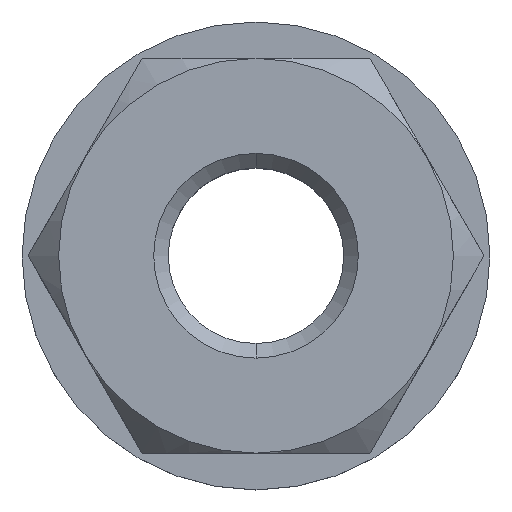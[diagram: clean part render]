
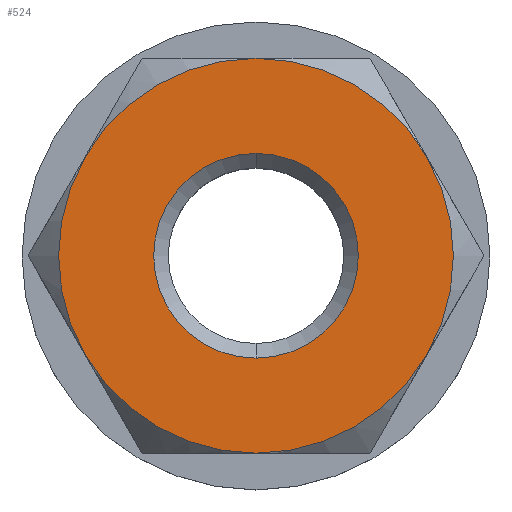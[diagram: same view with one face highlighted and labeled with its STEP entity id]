
A CAD part, top view. The second image highlights one B-rep face of the part: STEP entity #524.
In plain terms, the highlighted planar face has unit normal (0, 0, 1).
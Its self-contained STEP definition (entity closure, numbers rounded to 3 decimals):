
#194=VERTEX_POINT('',#551);
#318=EDGE_CURVE('',#338,#512,#689,.T.);
#334=VERTEX_POINT('',#710);
#338=VERTEX_POINT('',#714);
#354=EDGE_CURVE('',#512,#462,#730,.T.);
#378=EDGE_CURVE('',#194,#334,#757,.T.);
#436=EDGE_CURVE('',#488,#338,#824,.T.);
#438=EDGE_CURVE('',#334,#194,#826,.T.);
#462=VERTEX_POINT('',#852);
#480=VERTEX_POINT('',#871);
#484=EDGE_CURVE('',#532,#488,#875,.T.);
#488=VERTEX_POINT('',#879);
#490=EDGE_CURVE('',#462,#480,#881,.T.);
#512=VERTEX_POINT('',#908);
#522=EDGE_CURVE('',#480,#532,#919,.T.);
#524=ADVANCED_FACE('',(#921,#922),#923,.T.);
#532=VERTEX_POINT('',#931);
#551=CARTESIAN_POINT('',(0.,-7.0,11.5));
#689=CIRCLE('',#1144,13.5);
#710=CARTESIAN_POINT('',(0.,7.0,11.5));
#714=CARTESIAN_POINT('',(-11.691,-6.75,11.5));
#730=CIRCLE('',#1207,13.5);
#757=CIRCLE('',#1251,7.0);
#824=CIRCLE('',#1347,13.5);
#826=CIRCLE('',#1350,7.0);
#852=CARTESIAN_POINT('',(11.691,-6.75,11.5));
#871=CARTESIAN_POINT('',(11.691,6.75,11.5));
#875=CIRCLE('',#1443,13.5);
#879=CARTESIAN_POINT('',(-11.691,6.75,11.5));
#881=CIRCLE('',#1451,13.5);
#908=CARTESIAN_POINT('',(0.,-13.5,11.5));
#919=CIRCLE('',#1523,13.5);
#921=FACE_BOUND('',#1525,.T.);
#922=FACE_OUTER_BOUND('',#1526,.T.);
#923=PLANE('',#1527);
#931=CARTESIAN_POINT('',(0.,13.5,11.5));
#1144=AXIS2_PLACEMENT_3D('',#1710,#1711,#1712);
#1207=AXIS2_PLACEMENT_3D('',#1751,#1752,#1753);
#1251=AXIS2_PLACEMENT_3D('',#1787,#1788,#1789);
#1347=AXIS2_PLACEMENT_3D('',#1880,#1881,#1882);
#1350=AXIS2_PLACEMENT_3D('',#1883,#1884,#1885);
#1443=AXIS2_PLACEMENT_3D('',#1937,#1938,#1939);
#1451=AXIS2_PLACEMENT_3D('',#1943,#1944,#1945);
#1523=AXIS2_PLACEMENT_3D('',#1996,#1997,#1998);
#1525=EDGE_LOOP('',(#2000,#2001));
#1526=EDGE_LOOP('',(#2002,#2003,#2004,#2005,#2006,#2007));
#1527=AXIS2_PLACEMENT_3D('',#2008,#2009,#2010);
#1710=CARTESIAN_POINT('',(0.,0.,11.5));
#1711=DIRECTION('',(0.0,0.0,1.0));
#1712=DIRECTION('',(0.,-1.0,0.0));
#1751=CARTESIAN_POINT('',(0.,0.,11.5));
#1752=DIRECTION('',(0.0,0.0,1.0));
#1753=DIRECTION('',(0.,-1.0,0.0));
#1787=CARTESIAN_POINT('',(0.,0.,11.5));
#1788=DIRECTION('',(0.0,0.0,-1.0));
#1789=DIRECTION('',(0.,1.0,0.0));
#1880=CARTESIAN_POINT('',(0.,0.,11.5));
#1881=DIRECTION('',(0.0,0.0,1.0));
#1882=DIRECTION('',(0.,-1.0,0.0));
#1883=CARTESIAN_POINT('',(0.,0.,11.5));
#1884=DIRECTION('',(0.0,0.0,-1.0));
#1885=DIRECTION('',(0.,1.0,0.0));
#1937=CARTESIAN_POINT('',(0.,0.,11.5));
#1938=DIRECTION('',(0.0,0.0,1.0));
#1939=DIRECTION('',(0.,-1.0,0.0));
#1943=CARTESIAN_POINT('',(0.,0.,11.5));
#1944=DIRECTION('',(0.0,0.0,1.0));
#1945=DIRECTION('',(0.,-1.0,0.0));
#1996=CARTESIAN_POINT('',(0.,0.,11.5));
#1997=DIRECTION('',(0.0,0.0,1.0));
#1998=DIRECTION('',(0.,-1.0,0.0));
#2000=ORIENTED_EDGE('',*,*,#438,.T.);
#2001=ORIENTED_EDGE('',*,*,#378,.T.);
#2002=ORIENTED_EDGE('',*,*,#354,.T.);
#2003=ORIENTED_EDGE('',*,*,#490,.T.);
#2004=ORIENTED_EDGE('',*,*,#522,.T.);
#2005=ORIENTED_EDGE('',*,*,#484,.T.);
#2006=ORIENTED_EDGE('',*,*,#436,.T.);
#2007=ORIENTED_EDGE('',*,*,#318,.T.);
#2008=CARTESIAN_POINT('',(0.,0.,11.5));
#2009=DIRECTION('',(0.0,0.0,1.0));
#2010=DIRECTION('',(0.,-1.0,0.0));
